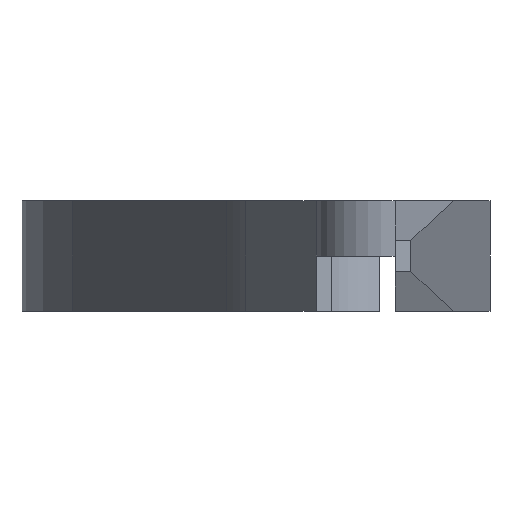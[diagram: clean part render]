
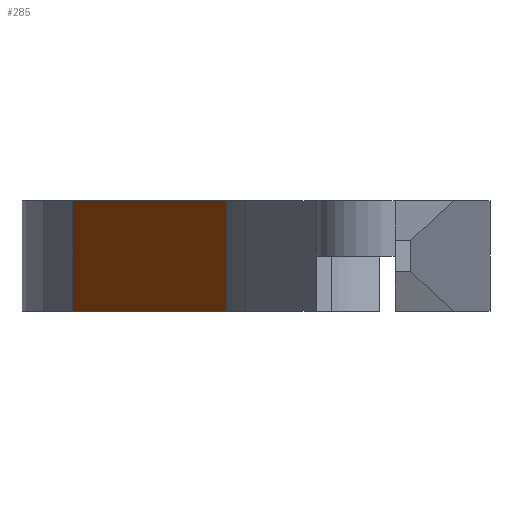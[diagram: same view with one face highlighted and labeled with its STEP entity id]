
A CAD part, front view. The second image highlights one B-rep face of the part: STEP entity #285.
In plain terms, the highlighted planar face has unit normal (-0.919, -0.394, 0).
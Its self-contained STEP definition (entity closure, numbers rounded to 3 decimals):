
#222=CARTESIAN_POINT('POINT19',(-10.655,
   23.529,-7.));
#223=VERTEX_POINT('VERTEX19',#222);
#232=CARTESIAN_POINT('POINT20',(-10.655,
   23.529,0.));
#233=VERTEX_POINT('VERTEX20',#232);
#241=CARTESIAN_POINT('POS31',(-10.655,
   23.529,0.));
#242=DIRECTION('DIR40',(0.,0.,1.));
#243=VECTOR('VEC22',#242,1.);
#244=LINE('STRAIGHT22',#241,#243);
#245=EDGE_CURVE('EDGE25',#233,#223,#244,.F.);
#255=CARTESIAN_POINT('POINT21',(-20.383,
   46.228,-7.));
#256=VERTEX_POINT('VERTEX21',#255);
#257=CARTESIAN_POINT('POS33',(-12.088,
   26.872,-7.));
#258=DIRECTION('DIR43',(0.394,-0.919,
   0.));
#259=VECTOR('VEC23',#258,1.);
#260=LINE('STRAIGHT23',#257,#259);
#261=EDGE_CURVE('EDGE26',#256,#223,#260,.T.);
#262=ORIENTED_EDGE('COEDGE31',*,*,#261,.T.);
#263=ORIENTED_EDGE('COEDGE32',*,*,#245,.F.);
#264=CARTESIAN_POINT('POINT22',(-20.383,
   46.228,0.));
#265=VERTEX_POINT('VERTEX22',#264);
#266=CARTESIAN_POINT('POS34',(-10.433,
   23.01,0.));
#267=DIRECTION('DIR44',(0.394,-0.919,
   0.));
#268=VECTOR('VEC24',#267,1.);
#269=LINE('STRAIGHT24',#266,#268);
#270=EDGE_CURVE('EDGE27',#265,#233,#269,.T.);
#271=ORIENTED_EDGE('COEDGE33',*,*,#270,.F.);
#272=CARTESIAN_POINT('POS35',(-20.383,
   46.228,0.));
#273=DIRECTION('DIR45',(0.,0.,-1.));
#274=VECTOR('VEC25',#273,1.);
#275=LINE('STRAIGHT25',#272,#274);
#276=EDGE_CURVE('EDGE28',#265,#256,#275,.T.);
#277=ORIENTED_EDGE('COEDGE34',*,*,#276,.T.);
#278=EDGE_LOOP('NONE',(#262,#263,#271,#277));
#279=FACE_BOUND('LOOP1',#278,.T.);
#280=CARTESIAN_POINT('POS36',(-20.383,
   46.228,0.));
#281=DIRECTION('DIR46',(-0.919,-0.394,
   0.));
#282=DIRECTION('DIR47',(0.394,-0.919,
   0.));
#283=AXIS2_PLACEMENT_3D('AXIS11',#280,#281,#282);
#284=PLANE('PLANE7',#283);
#285=ADVANCED_FACE('FACE8',(#279),#284,.T.);
